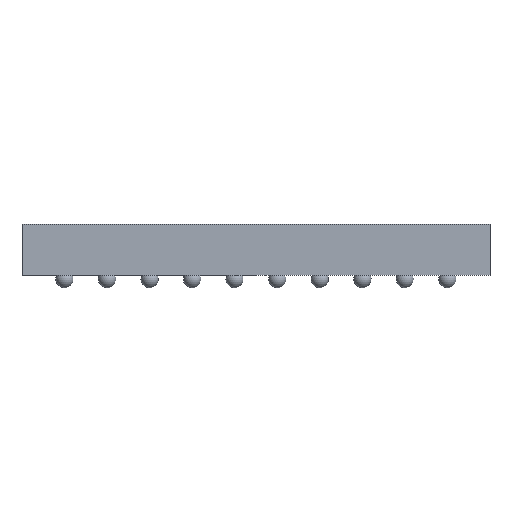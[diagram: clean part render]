
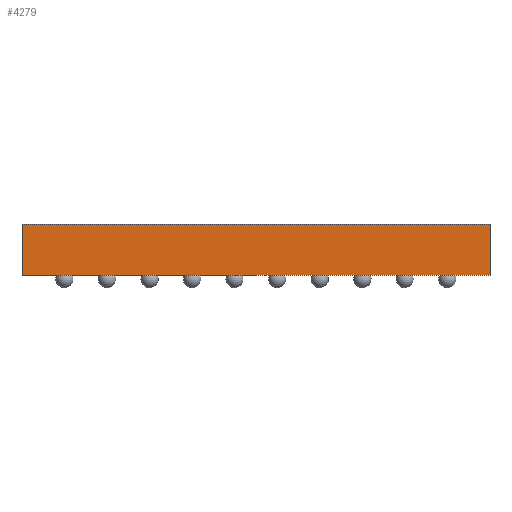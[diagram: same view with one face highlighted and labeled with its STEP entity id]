
A CAD part, left-side view. The second image highlights one B-rep face of the part: STEP entity #4279.
In plain terms, the highlighted planar face has unit normal (-1, 0, 0).
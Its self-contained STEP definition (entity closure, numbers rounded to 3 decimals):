
#933=FACE_OUTER_BOUND('',#1152,.T.);
#1152=EDGE_LOOP('',(#3687,#3688,#3689,#3690));
#1472=LINE('',#7068,#1843);
#1503=LINE('',#7717,#1874);
#1504=LINE('',#7718,#1875);
#1505=LINE('',#7719,#1876);
#1843=VECTOR('',#4995,1000.);
#1874=VECTOR('',#5028,1000.);
#1875=VECTOR('',#5029,1000.);
#1876=VECTOR('',#5030,1000.);
#2211=VERTEX_POINT('',#7066);
#2212=VERTEX_POINT('',#7067);
#2277=VERTEX_POINT('',#7715);
#2278=VERTEX_POINT('',#7716);
#2706=EDGE_CURVE('',#2211,#2212,#1472,.T.);
#2772=EDGE_CURVE('',#2277,#2278,#1503,.T.);
#2773=EDGE_CURVE('',#2212,#2278,#1504,.T.);
#2774=EDGE_CURVE('',#2211,#2277,#1505,.T.);
#3687=ORIENTED_EDGE('',*,*,#2772,.T.);
#3688=ORIENTED_EDGE('',*,*,#2773,.F.);
#3689=ORIENTED_EDGE('',*,*,#2706,.F.);
#3690=ORIENTED_EDGE('',*,*,#2774,.T.);
#4114=PLANE('',#4460);
#4279=ADVANCED_FACE('',(#933),#4114,.F.);
#4460=AXIS2_PLACEMENT_3D('',#7714,#5026,#5027);
#4995=DIRECTION('',(0.,-1.,0.));
#5026=DIRECTION('center_axis',(1.,0.,0.));
#5027=DIRECTION('ref_axis',(0.,0.,-1.));
#5028=DIRECTION('',(0.,-1.,0.));
#5029=DIRECTION('',(0.,0.,-1.));
#5030=DIRECTION('',(0.,0.,-1.));
#7066=CARTESIAN_POINT('',(-54.294,-6.552,1.2));
#7067=CARTESIAN_POINT('',(-54.294,-17.552,1.2));
#7068=CARTESIAN_POINT('',(-54.294,-6.552,1.2));
#7714=CARTESIAN_POINT('Origin',(-54.294,-6.552,1.2));
#7715=CARTESIAN_POINT('',(-54.294,-6.552,0.));
#7716=CARTESIAN_POINT('',(-54.294,-17.552,0.));
#7717=CARTESIAN_POINT('',(-54.294,-6.552,0.));
#7718=CARTESIAN_POINT('',(-54.294,-17.552,1.2));
#7719=CARTESIAN_POINT('',(-54.294,-6.552,1.2));
